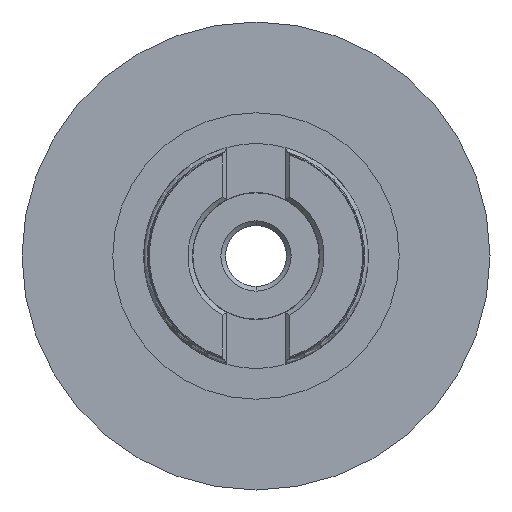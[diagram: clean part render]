
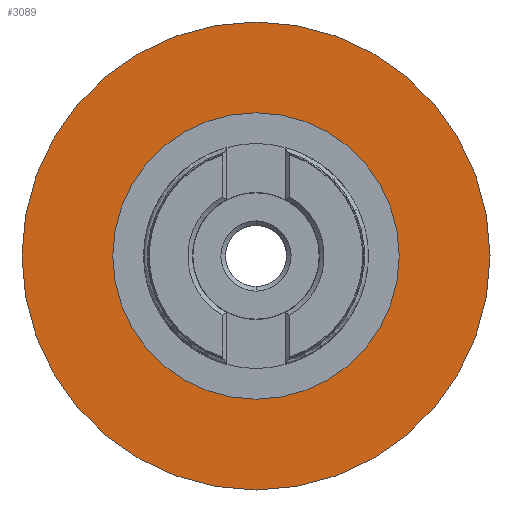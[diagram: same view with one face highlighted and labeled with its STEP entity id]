
A CAD part, left-side view. The second image highlights one B-rep face of the part: STEP entity #3089.
In plain terms, the highlighted planar face has unit normal (-1, 0, 0).
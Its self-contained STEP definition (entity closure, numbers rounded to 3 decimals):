
#126 = EDGE_CURVE ( 'NONE', #1288, #1400, #4490, .T. ) ;
#198 = FACE_OUTER_BOUND ( 'NONE', #3235, .T. ) ;
#332 = DIRECTION ( 'NONE',  ( 1., 0., 0. ) ) ;
#822 = CARTESIAN_POINT ( 'NONE',  ( -1.95, 0., 30.61 ) ) ;
#845 = ORIENTED_EDGE ( 'NONE', *, *, #5147, .F. ) ;
#866 = CIRCLE ( 'NONE', #2943, 50. ) ;
#891 = VERTEX_POINT ( 'NONE', #2191 ) ;
#1186 = VERTEX_POINT ( 'NONE', #2430 ) ;
#1288 = VERTEX_POINT ( 'NONE', #2144 ) ;
#1400 = VERTEX_POINT ( 'NONE', #822 ) ;
#1712 = PLANE ( 'NONE',  #3832 ) ;
#1813 = FACE_BOUND ( 'NONE', #4044, .T. ) ;
#2087 = DIRECTION ( 'NONE',  ( 1., 0., 0. ) ) ;
#2144 = CARTESIAN_POINT ( 'NONE',  ( -1.95, 0., -30.61 ) ) ;
#2185 = DIRECTION ( 'NONE',  ( 0., 0., -1. ) ) ;
#2191 = CARTESIAN_POINT ( 'NONE',  ( -1.95, 0., -50. ) ) ;
#2236 = ORIENTED_EDGE ( 'NONE', *, *, #5590, .F. ) ;
#2430 = CARTESIAN_POINT ( 'NONE',  ( -1.95, 0., 50. ) ) ;
#2445 = DIRECTION ( 'NONE',  ( 0., 0., -1. ) ) ;
#2680 = AXIS2_PLACEMENT_3D ( 'NONE', #3965, #4723, #5631 ) ;
#2943 = AXIS2_PLACEMENT_3D ( 'NONE', #4741, #2087, #2445 ) ;
#2998 = DIRECTION ( 'NONE',  ( 0., 0., -1. ) ) ;
#3063 = EDGE_CURVE ( 'NONE', #1400, #1288, #5699, .T. ) ;
#3089 = ADVANCED_FACE ( 'NONE', ( #198, #1813 ), #1712, .F. ) ;
#3167 = CARTESIAN_POINT ( 'NONE',  ( -1.95, 0., 0. ) ) ;
#3235 = EDGE_LOOP ( 'NONE', ( #845, #2236 ) ) ;
#3424 = DIRECTION ( 'NONE',  ( 1., 0., 0. ) ) ;
#3503 = AXIS2_PLACEMENT_3D ( 'NONE', #4334, #332, #2998 ) ;
#3555 = DIRECTION ( 'NONE',  ( 1., 0., 0. ) ) ;
#3832 = AXIS2_PLACEMENT_3D ( 'NONE', #4842, #3424, #2185 ) ;
#3913 = CIRCLE ( 'NONE', #2680, 50. ) ;
#3965 = CARTESIAN_POINT ( 'NONE',  ( -1.95, 0., 0. ) ) ;
#4044 = EDGE_LOOP ( 'NONE', ( #5757, #5738 ) ) ;
#4334 = CARTESIAN_POINT ( 'NONE',  ( -1.95, 0., 0. ) ) ;
#4490 = CIRCLE ( 'NONE', #5337, 30.61 ) ;
#4505 = DIRECTION ( 'NONE',  ( 0., 0., -1. ) ) ;
#4723 = DIRECTION ( 'NONE',  ( 1., 0., 0. ) ) ;
#4741 = CARTESIAN_POINT ( 'NONE',  ( -1.95, 0., 0. ) ) ;
#4842 = CARTESIAN_POINT ( 'NONE',  ( -1.95, -50., 0. ) ) ;
#5147 = EDGE_CURVE ( 'NONE', #891, #1186, #3913, .T. ) ;
#5337 = AXIS2_PLACEMENT_3D ( 'NONE', #3167, #3555, #4505 ) ;
#5590 = EDGE_CURVE ( 'NONE', #1186, #891, #866, .T. ) ;
#5631 = DIRECTION ( 'NONE',  ( 0., 0., -1. ) ) ;
#5699 = CIRCLE ( 'NONE', #3503, 30.61 ) ;
#5738 = ORIENTED_EDGE ( 'NONE', *, *, #3063, .T. ) ;
#5757 = ORIENTED_EDGE ( 'NONE', *, *, #126, .T. ) ;
